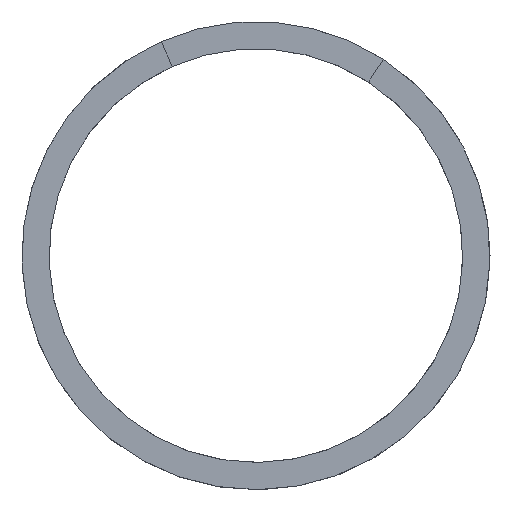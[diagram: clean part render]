
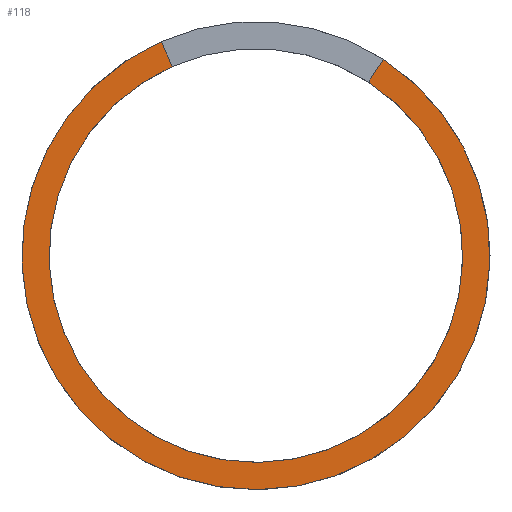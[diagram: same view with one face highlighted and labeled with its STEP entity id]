
A CAD part, top view. The second image highlights one B-rep face of the part: STEP entity #118.
In plain terms, the highlighted planar face has unit normal (0, 0, 1).
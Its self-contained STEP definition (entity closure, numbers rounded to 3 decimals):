
#22=CIRCLE($,#131,25.);
#23=CIRCLE($,#133,22.09);
#29=FACE_OUTER_BOUND($,#36,.T.);
#36=EDGE_LOOP($,(#98,#99,#100,#101));
#44=LINE($,#182,#52);
#46=LINE($,#188,#54);
#52=VECTOR($,#144,2.91);
#54=VECTOR($,#148,2.91);
#58=VERTEX_POINT($,#176);
#60=VERTEX_POINT($,#180);
#61=VERTEX_POINT($,#184);
#63=VERTEX_POINT($,#187);
#70=EDGE_CURVE($,#58,#60,#44,.T.);
#72=EDGE_CURVE($,#63,#61,#46,.T.);
#78=EDGE_CURVE($,#63,#60,#22,.T.);
#79=EDGE_CURVE($,#61,#58,#23,.T.);
#98=ORIENTED_EDGE($,*,*,#70,.T.);
#99=ORIENTED_EDGE($,*,*,#78,.F.);
#100=ORIENTED_EDGE($,*,*,#72,.T.);
#101=ORIENTED_EDGE($,*,*,#79,.T.);
#112=PLANE($,#132);
#118=ADVANCED_FACE($,(#29),#112,.F.);
#131=AXIS2_PLACEMENT_3D($,#198,#161,#162);
#132=AXIS2_PLACEMENT_3D($,#199,#163,#164);
#133=AXIS2_PLACEMENT_3D($,#200,#165,#166);
#144=DIRECTION($,(-0.405,0.915,0.));
#148=DIRECTION($,(-0.549,-0.836,0.));
#161=DIRECTION('center_axis',(0.,0.,-1.));
#162=DIRECTION('ref_axis',(-1.,0.,0.));
#163=DIRECTION('center_axis',(0.,0.,-1.));
#164=DIRECTION('ref_axis',(-1.,0.,0.));
#165=DIRECTION('center_axis',(0.,0.,-1.));
#166=DIRECTION('ref_axis',(-1.,0.,0.));
#176=CARTESIAN_POINT('',(-8.936,20.202,1.25));
#180=CARTESIAN_POINT('',(-10.114,22.863,1.25));
#182=CARTESIAN_POINT($,(-5.057,11.432,1.25));
#184=CARTESIAN_POINT('',(12.02,18.533,1.25));
#187=CARTESIAN_POINT('',(13.618,20.965,1.25));
#188=CARTESIAN_POINT($,(-0.084,0.105,1.25));
#198=CARTESIAN_POINT('Origin',(0.,0.,1.25));
#199=CARTESIAN_POINT('Origin',(0.,0.,1.25));
#200=CARTESIAN_POINT('Origin',(0.,0.,1.25));
